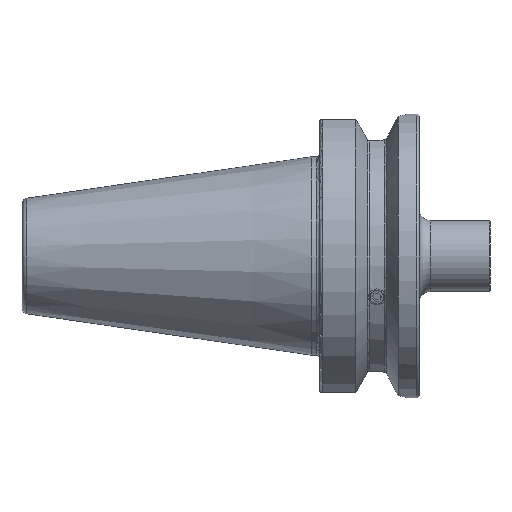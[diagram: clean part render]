
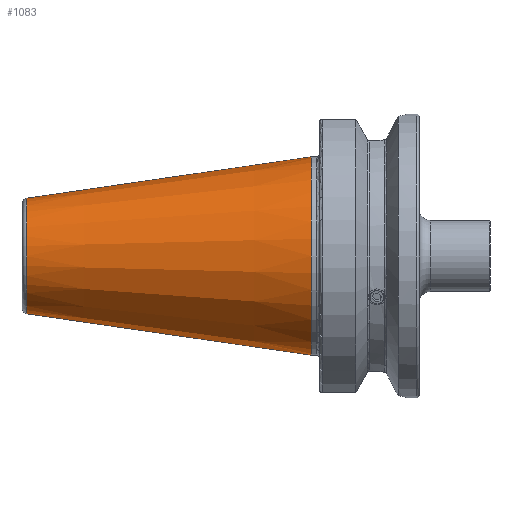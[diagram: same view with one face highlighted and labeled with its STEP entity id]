
A CAD part, front view. The second image highlights one B-rep face of the part: STEP entity #1083.
In plain terms, the highlighted conical face has half-angle 8.297 degrees and reference radius 34.925 mm.
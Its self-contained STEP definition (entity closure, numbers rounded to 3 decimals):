
#459 = VERTEX_POINT ( 'NONE', #3116 ) ;
#609 = CARTESIAN_POINT ( 'NONE',  ( 0., 0., 34.925 ) ) ;
#646 = FACE_OUTER_BOUND ( 'NONE', #6639, .T. ) ;
#761 = EDGE_CURVE ( 'NONE', #3140, #6929, #3550, .T. ) ;
#842 = VECTOR ( 'NONE', #2916, 1000. ) ;
#902 = ORIENTED_EDGE ( 'NONE', *, *, #1318, .T. ) ;
#1004 = LINE ( 'NONE', #609, #2329 ) ;
#1083 = ADVANCED_FACE ( 'NONE', ( #646 ), #4590, .T. ) ;
#1318 = EDGE_CURVE ( 'NONE', #459, #1813, #2568, .T. ) ;
#1547 = CARTESIAN_POINT ( 'NONE',  ( -100.089, 0., -20.329 ) ) ;
#1644 = CARTESIAN_POINT ( 'NONE',  ( 0., 0., 0. ) ) ;
#1813 = VERTEX_POINT ( 'NONE', #2933 ) ;
#2053 = CARTESIAN_POINT ( 'NONE',  ( -100.089, 0., 20.329 ) ) ;
#2328 = CARTESIAN_POINT ( 'NONE',  ( 0., 0., -34.925 ) ) ;
#2329 = VECTOR ( 'NONE', #2869, 1000. ) ;
#2397 = ORIENTED_EDGE ( 'NONE', *, *, #6079, .T. ) ;
#2568 = CIRCLE ( 'NONE', #3351, 34.925 ) ;
#2869 = DIRECTION ( 'NONE',  ( 0.99, 0., 0.144 ) ) ;
#2916 = DIRECTION ( 'NONE',  ( 0.99, 0., -0.144 ) ) ;
#2933 = CARTESIAN_POINT ( 'NONE',  ( 0., 0., 34.925 ) ) ;
#3069 = AXIS2_PLACEMENT_3D ( 'NONE', #5589, #5875, #5897 ) ;
#3116 = CARTESIAN_POINT ( 'NONE',  ( 0., 0., -34.925 ) ) ;
#3140 = VERTEX_POINT ( 'NONE', #1547 ) ;
#3351 = AXIS2_PLACEMENT_3D ( 'NONE', #7089, #4498, #4447 ) ;
#3550 = CIRCLE ( 'NONE', #3069, 20.329 ) ;
#3904 = ORIENTED_EDGE ( 'NONE', *, *, #761, .F. ) ;
#4262 = AXIS2_PLACEMENT_3D ( 'NONE', #1644, #7019, #7042 ) ;
#4447 = DIRECTION ( 'NONE',  ( 0., 0., 1. ) ) ;
#4498 = DIRECTION ( 'NONE',  ( -1., 0., 0. ) ) ;
#4590 = CONICAL_SURFACE ( 'NONE', #4262, 34.925, 0.145 ) ;
#5367 = ORIENTED_EDGE ( 'NONE', *, *, #6427, .F. ) ;
#5589 = CARTESIAN_POINT ( 'NONE',  ( -100.089, 0., 0. ) ) ;
#5875 = DIRECTION ( 'NONE',  ( -1., 0., 0. ) ) ;
#5897 = DIRECTION ( 'NONE',  ( 0., 0., 1. ) ) ;
#6079 = EDGE_CURVE ( 'NONE', #3140, #459, #6775, .T. ) ;
#6427 = EDGE_CURVE ( 'NONE', #6929, #1813, #1004, .T. ) ;
#6639 = EDGE_LOOP ( 'NONE', ( #5367, #3904, #2397, #902 ) ) ;
#6775 = LINE ( 'NONE', #2328, #842 ) ;
#6929 = VERTEX_POINT ( 'NONE', #2053 ) ;
#7019 = DIRECTION ( 'NONE',  ( 1., 0., 0. ) ) ;
#7042 = DIRECTION ( 'NONE',  ( 0., 0., -1. ) ) ;
#7089 = CARTESIAN_POINT ( 'NONE',  ( 0., 0., 0. ) ) ;
